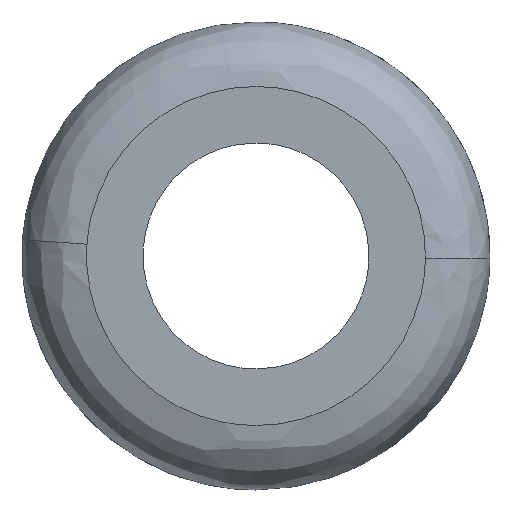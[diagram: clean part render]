
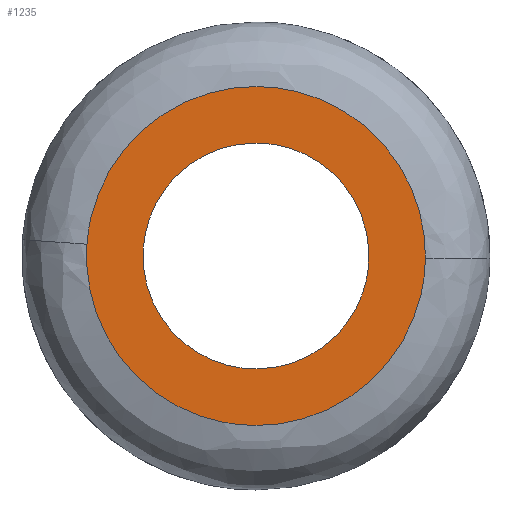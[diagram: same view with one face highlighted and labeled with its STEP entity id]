
A CAD part, front view. The second image highlights one B-rep face of the part: STEP entity #1235.
In plain terms, the highlighted free-form (B-spline) face has degree [1, 1] with [2, 2] control points.
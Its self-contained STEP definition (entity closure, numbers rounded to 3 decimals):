
#703=CARTESIAN_POINT('',(6.951,0.,-0.826));
#704=VERTEX_POINT('',#703);
#710=CARTESIAN_POINT('',(0.0,0.,7.0));
#711=VERTEX_POINT('',#710);
#712=CARTESIAN_POINT('',(6.951,0.,-0.826));
#713=CARTESIAN_POINT('',(7.0,0.,-0.415));
#714=CARTESIAN_POINT('',(7.0,0.,0.));
#715=CARTESIAN_POINT('',(7.,0.,7.));
#716=CARTESIAN_POINT('',(0.0,0.,7.0));
#724=(BOUNDED_CURVE()B_SPLINE_CURVE(2,(#712,#713,#714,#715,#716),.UNSPECIFIED.,.F.,.U.)B_SPLINE_CURVE_WITH_KNOTS((3,2,3),(0.23,0.25,0.5),.UNSPECIFIED.)CURVE()GEOMETRIC_REPRESENTATION_ITEM()RATIONAL_B_SPLINE_CURVE((0.956,0.976,1.0,0.707,1.0))REPRESENTATION_ITEM(''));
#725=EDGE_CURVE('',#704,#711,#724,.T.);
#727=CARTESIAN_POINT('',(-6.987,0.,0.427));
#728=VERTEX_POINT('',#727);
#729=CARTESIAN_POINT('',(0.0,0.,7.0));
#730=CARTESIAN_POINT('',(-6.585,0.,7.));
#731=CARTESIAN_POINT('',(-6.987,0.,0.427));
#739=(BOUNDED_CURVE()B_SPLINE_CURVE(2,(#729,#730,#731),.UNSPECIFIED.,.F.,.U.)B_SPLINE_CURVE_WITH_KNOTS((3,3),(0.5,0.739),.UNSPECIFIED.)CURVE()GEOMETRIC_REPRESENTATION_ITEM()RATIONAL_B_SPLINE_CURVE((1.0,0.72,0.976))REPRESENTATION_ITEM(''));
#740=EDGE_CURVE('',#711,#728,#739,.T.);
#818=CARTESIAN_POINT('',(0.0,0.,-7.0));
#819=VERTEX_POINT('',#818);
#820=CARTESIAN_POINT('',(-6.987,0.,0.427));
#821=CARTESIAN_POINT('',(-7.0,0.,0.214));
#822=CARTESIAN_POINT('',(-7.0,0.,0.));
#823=CARTESIAN_POINT('',(-7.,0.,-7.));
#824=CARTESIAN_POINT('',(0.0,0.,-7.0));
#832=(BOUNDED_CURVE()B_SPLINE_CURVE(2,(#820,#821,#822,#823,#824),.UNSPECIFIED.,.F.,.U.)B_SPLINE_CURVE_WITH_KNOTS((3,2,3),(0.739,0.75,1.0),.UNSPECIFIED.)CURVE()GEOMETRIC_REPRESENTATION_ITEM()RATIONAL_B_SPLINE_CURVE((0.976,0.988,1.0,0.707,1.0))REPRESENTATION_ITEM(''));
#833=EDGE_CURVE('',#728,#819,#832,.T.);
#835=CARTESIAN_POINT('',(0.0,0.,-7.0));
#836=CARTESIAN_POINT('',(6.217,0.,-7.));
#837=CARTESIAN_POINT('',(6.951,0.,-0.826));
#845=(BOUNDED_CURVE()B_SPLINE_CURVE(2,(#835,#836,#837),.UNSPECIFIED.,.F.,.U.)B_SPLINE_CURVE_WITH_KNOTS((3,3),(0.0,0.23),.UNSPECIFIED.)CURVE()GEOMETRIC_REPRESENTATION_ITEM()RATIONAL_B_SPLINE_CURVE((1.0,0.731,0.956))REPRESENTATION_ITEM(''));
#846=EDGE_CURVE('',#819,#704,#845,.T.);
#1041=CARTESIAN_POINT('',(10.499,0.,-0.132));
#1042=VERTEX_POINT('',#1041);
#1056=CARTESIAN_POINT('',(0.0,0.,-10.5));
#1057=VERTEX_POINT('',#1056);
#1058=CARTESIAN_POINT('',(0.0,0.,-10.5));
#1059=CARTESIAN_POINT('',(10.369,0.,-10.5));
#1060=CARTESIAN_POINT('',(10.499,0.,-0.132));
#1068=(BOUNDED_CURVE()B_SPLINE_CURVE(2,(#1058,#1059,#1060),.UNSPECIFIED.,.F.,.U.)B_SPLINE_CURVE_WITH_KNOTS((3,3),(0.0,0.248),.UNSPECIFIED.)CURVE()GEOMETRIC_REPRESENTATION_ITEM()RATIONAL_B_SPLINE_CURVE((1.0,0.71,0.995))REPRESENTATION_ITEM(''));
#1069=EDGE_CURVE('',#1057,#1042,#1068,.T.);
#1071=CARTESIAN_POINT('',(-10.474,0.,0.732));
#1072=VERTEX_POINT('',#1071);
#1073=CARTESIAN_POINT('',(-10.474,0.,0.732));
#1074=CARTESIAN_POINT('',(-10.5,0.,0.367));
#1075=CARTESIAN_POINT('',(-10.5,0.,0.));
#1076=CARTESIAN_POINT('',(-10.5,0.,-10.5));
#1077=CARTESIAN_POINT('',(0.0,0.,-10.5));
#1085=(BOUNDED_CURVE()B_SPLINE_CURVE(2,(#1073,#1074,#1075,#1076,#1077),.UNSPECIFIED.,.F.,.U.)B_SPLINE_CURVE_WITH_KNOTS((3,2,3),(0.738,0.75,1.0),.UNSPECIFIED.)CURVE()GEOMETRIC_REPRESENTATION_ITEM()RATIONAL_B_SPLINE_CURVE((0.973,0.986,1.0,0.707,1.0))REPRESENTATION_ITEM(''));
#1086=EDGE_CURVE('',#1072,#1057,#1085,.T.);
#1129=CARTESIAN_POINT('',(0.0,0.,10.5));
#1130=VERTEX_POINT('',#1129);
#1131=CARTESIAN_POINT('',(0.0,0.,10.5));
#1132=CARTESIAN_POINT('',(-9.792,0.,10.5));
#1133=CARTESIAN_POINT('',(-10.474,0.,0.732));
#1141=(BOUNDED_CURVE()B_SPLINE_CURVE(2,(#1131,#1132,#1133),.UNSPECIFIED.,.F.,.U.)B_SPLINE_CURVE_WITH_KNOTS((3,3),(0.5,0.738),.UNSPECIFIED.)CURVE()GEOMETRIC_REPRESENTATION_ITEM()RATIONAL_B_SPLINE_CURVE((1.0,0.721,0.973))REPRESENTATION_ITEM(''));
#1142=EDGE_CURVE('',#1130,#1072,#1141,.T.);
#1144=CARTESIAN_POINT('',(10.499,0.,-0.132));
#1145=CARTESIAN_POINT('',(10.5,0.,-0.066));
#1146=CARTESIAN_POINT('',(10.5,0.,0.));
#1147=CARTESIAN_POINT('',(10.5,0.,10.5));
#1148=CARTESIAN_POINT('',(0.0,0.,10.5));
#1156=(BOUNDED_CURVE()B_SPLINE_CURVE(2,(#1144,#1145,#1146,#1147,#1148),.UNSPECIFIED.,.F.,.U.)B_SPLINE_CURVE_WITH_KNOTS((3,2,3),(0.248,0.25,0.5),.UNSPECIFIED.)CURVE()GEOMETRIC_REPRESENTATION_ITEM()RATIONAL_B_SPLINE_CURVE((0.995,0.997,1.0,0.707,1.0))REPRESENTATION_ITEM(''));
#1157=EDGE_CURVE('',#1042,#1130,#1156,.T.);
#1218=CARTESIAN_POINT('',(-11.548,0.,-11.549));
#1219=CARTESIAN_POINT('',(-11.548,0.,11.549));
#1220=CARTESIAN_POINT('',(11.548,0.,-11.549));
#1221=CARTESIAN_POINT('',(11.548,0.,11.549));
#1222=B_SPLINE_SURFACE_WITH_KNOTS('',1,1,((#1218,#1220),(#1219,#1221)),.UNSPECIFIED.,.F.,.F.,.U.,(2,2),(2,2),(0.0,23.098),(0.0,23.096),.UNSPECIFIED.);
#1223=ORIENTED_EDGE('',*,*,#1069,.T.);
#1224=ORIENTED_EDGE('',*,*,#1157,.T.);
#1225=ORIENTED_EDGE('',*,*,#1142,.T.);
#1226=ORIENTED_EDGE('',*,*,#1086,.T.);
#1227=EDGE_LOOP('',(#1223,#1224,#1225,#1226));
#1228=FACE_OUTER_BOUND('',#1227,.T.);
#1229=ORIENTED_EDGE('',*,*,#740,.F.);
#1230=ORIENTED_EDGE('',*,*,#725,.F.);
#1231=ORIENTED_EDGE('',*,*,#846,.F.);
#1232=ORIENTED_EDGE('',*,*,#833,.F.);
#1233=EDGE_LOOP('',(#1229,#1230,#1231,#1232));
#1234=FACE_BOUND('',#1233,.T.);
#1235=ADVANCED_FACE('',(#1228,#1234),#1222,.F.);
